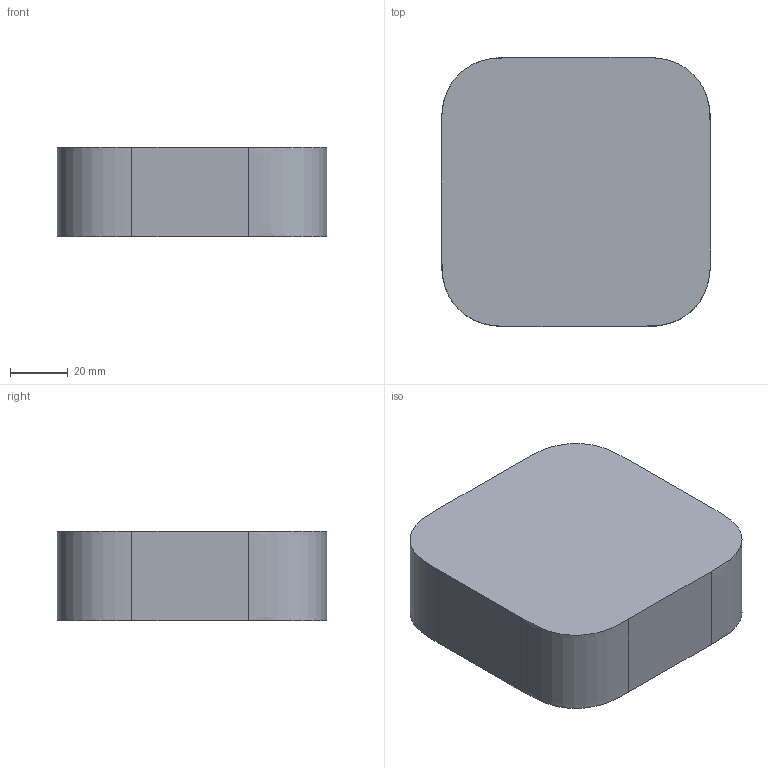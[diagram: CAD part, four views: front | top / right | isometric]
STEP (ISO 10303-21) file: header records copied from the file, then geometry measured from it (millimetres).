
FILE_DESCRIPTION(('FreeCAD Model'),'2;1');
FILE_NAME('Open CASCADE Shape Model','2025-02-01T23:39:31',('Author'),( ''),'Open CASCADE STEP processor 7.8','FreeCAD','Unknown');
FILE_SCHEMA(('AUTOMOTIVE_DESIGN { 1 0 10303 214 1 1 1 1 }'));
Length unit declared in the file: millimetre
Products named in the file (1): AppleTV_Extruded
Bounding box: 93.24 x 93.24 x 31 mm (x, y, z)
Volume: 257804 mm3; surface area: 27082.5 mm2
Topology: 1 solids, 1 shells, 10 faces, 24 edges, 16 vertices
Faces by surface type: plane 6, extrusion 4
Entity records: 582 total; most frequent: CARTESIAN_POINT 339, ORIENTED_EDGE 48, DIRECTION 34, EDGE_CURVE 24, VECTOR 20, VERTEX_POINT 16, LINE 16, B_SPLINE_CURVE_WITH_KNOTS 12
